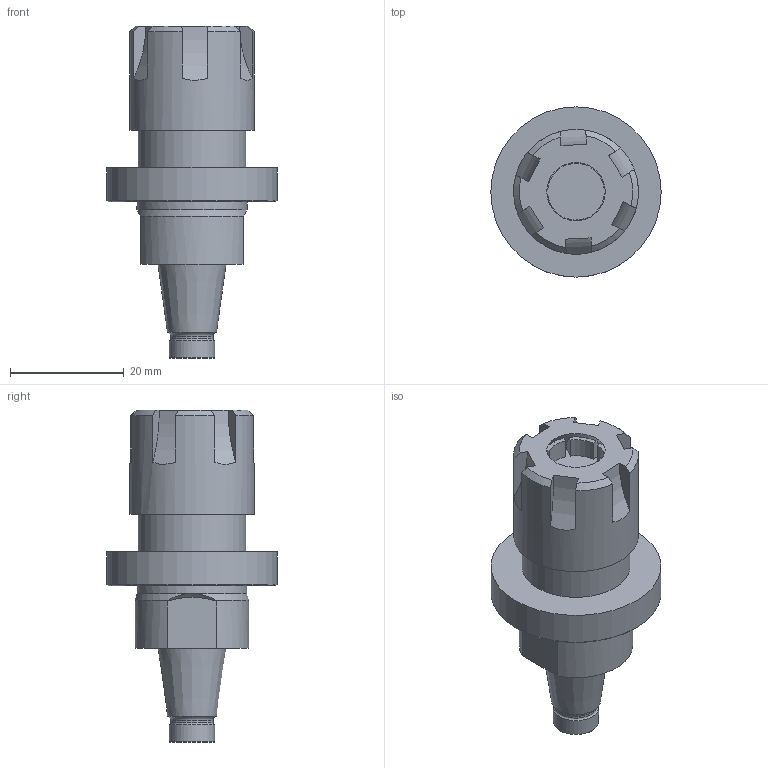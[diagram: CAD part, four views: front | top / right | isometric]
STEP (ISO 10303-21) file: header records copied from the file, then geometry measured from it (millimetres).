
FILE_DESCRIPTION(/* description */ (''),/* implementation_level */ '2;1');
FILE_NAME(/* name */ '10000993126nxv000_00_214.stp',/* time_stamp */ '2022-01-27T09:24:44+01:00',/* author */ (''),/* organization */ (''),/* preprocessor_version */ 'ST-DEVELOPER v16.7',/* originating_system */ 'SIEMENS PLM Software NX 12.0',/* authorisation */ '');
FILE_SCHEMA (('AUTOMOTIVE_DESIGN { 1 0 10303 214 3 1 1 1 }'));
Length unit declared in the file: millimetre
Products named in the file (1): 10000993126nxv000_00
Bounding box: 30 x 30 x 58.5 mm (x, y, z)
Volume: 16722.5 mm3; surface area: 5434.1 mm2
Topology: 1 solids, 1 shells, 112 faces, 312 edges, 207 vertices
Faces by surface type: plane 63, cylinder 20, cone 15, torus 14
Full cylindrical faces by diameter (mm): 7.48 x1, 8 x1, 19 x1, 19.4 x1, 22 x1, 30 x1
Entity records: 4071 total; most frequent: CARTESIAN_POINT 1267, ORIENTED_EDGE 584, DIRECTION 538, EDGE_CURVE 292, AXIS2_PLACEMENT_3D 209, VERTEX_POINT 200, EDGE_LOOP 130, LINE 120
